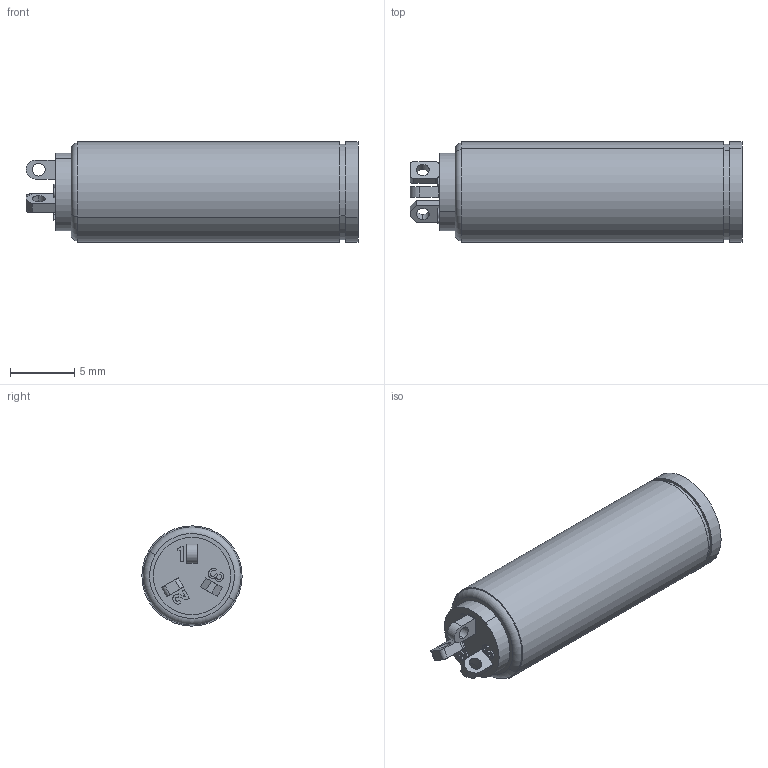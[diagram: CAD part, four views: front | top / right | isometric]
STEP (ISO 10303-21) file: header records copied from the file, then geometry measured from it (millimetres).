
FILE_DESCRIPTION (( 'STEP AP203' ), '1' );
FILE_NAME ('50-00041.step', '2016-09-15T21:32:19', ( '' ), ( '' ), 'SwSTEP 2.0', 'SolidWorks 2015', '' );
FILE_SCHEMA (( 'CONFIG_CONTROL_DESIGN' ));
Length unit declared in the file: millimetre
Products named in the file (7): 50-00041; 50-00041 contact 1; 50-00041 contact 2; 50-00041 contact 3; 50-00041 insulator; 50-00041 ring; 50-00041 shell
Assembly tree (6 placements, depth 2):
  50-00041
    50-00041 contact 1
    50-00041 contact 2
    50-00041 contact 3
    50-00041 insulator
    50-00041 ring
    50-00041 shell
Bounding box: 25.8 x 7.8 x 7.8 mm (x, y, z)
Volume: 841.9 mm3; surface area: 2505.1 mm2
Topology: 6 solids, 6 shells, 358 faces, 1034 edges, 690 vertices
Faces by surface type: cylinder 160, plane 152, bspline 40, torus 4, cone 2
Entity records: 13869 total; most frequent: CARTESIAN_POINT 3627, ORIENTED_EDGE 2060, DIRECTION 1952, EDGE_CURVE 1030, VERTEX_POINT 690, AXIS2_PLACEMENT_3D 671, LINE 610, VECTOR 610
